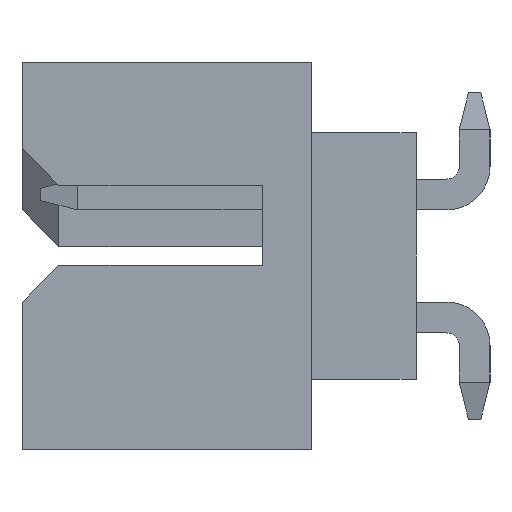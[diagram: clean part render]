
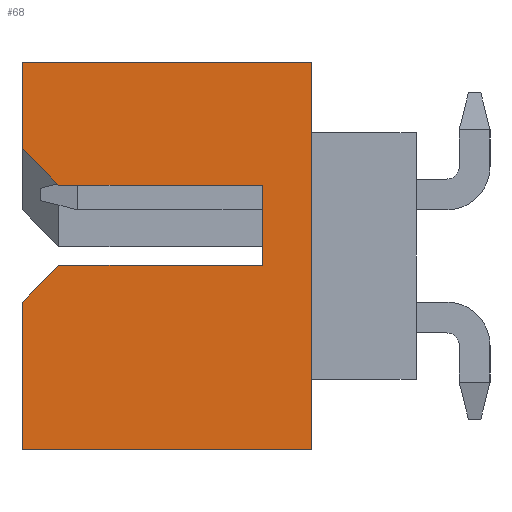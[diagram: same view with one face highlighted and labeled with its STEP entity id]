
A CAD part, left-side view. The second image highlights one B-rep face of the part: STEP entity #68.
In plain terms, the highlighted planar face has unit normal (-1, 0, 0).
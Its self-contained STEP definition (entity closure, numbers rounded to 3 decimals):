
#32 = EDGE_CURVE('',#33,#35,#37,.T.);
#33 = VERTEX_POINT('',#34);
#34 = CARTESIAN_POINT('',(-8.325,3.2,-3.15));
#35 = VERTEX_POINT('',#36);
#36 = CARTESIAN_POINT('',(-8.325,-1.5,-3.15));
#37 = LINE('',#38,#39);
#38 = CARTESIAN_POINT('',(-8.325,3.2,-3.15));
#39 = VECTOR('',#40,1.);
#40 = DIRECTION('',(0.,-1.,0.));
#68 = ADVANCED_FACE('',(#69),#142,.T.);
#69 = FACE_BOUND('',#70,.F.);
#70 = EDGE_LOOP('',(#71,#81,#89,#97,#105,#113,#121,#129,#135,#136));
#71 = ORIENTED_EDGE('',*,*,#72,.F.);
#72 = EDGE_CURVE('',#73,#75,#77,.T.);
#73 = VERTEX_POINT('',#74);
#74 = CARTESIAN_POINT('',(-8.325,2.6,-0.15));
#75 = VERTEX_POINT('',#76);
#76 = CARTESIAN_POINT('',(-8.325,3.2,-0.75));
#77 = LINE('',#78,#79);
#78 = CARTESIAN_POINT('',(-8.325,2.6,-0.15));
#79 = VECTOR('',#80,1.);
#80 = DIRECTION('',(0.,0.707,-0.707));
#81 = ORIENTED_EDGE('',*,*,#82,.T.);
#82 = EDGE_CURVE('',#73,#83,#85,.T.);
#83 = VERTEX_POINT('',#84);
#84 = CARTESIAN_POINT('',(-8.325,-0.7,-0.15));
#85 = LINE('',#86,#87);
#86 = CARTESIAN_POINT('',(-8.325,2.6,-0.15));
#87 = VECTOR('',#88,1.);
#88 = DIRECTION('',(0.,-1.,0.));
#89 = ORIENTED_EDGE('',*,*,#90,.F.);
#90 = EDGE_CURVE('',#91,#83,#93,.T.);
#91 = VERTEX_POINT('',#92);
#92 = CARTESIAN_POINT('',(-8.325,-0.7,1.15));
#93 = LINE('',#94,#95);
#94 = CARTESIAN_POINT('',(-8.325,-0.7,1.15));
#95 = VECTOR('',#96,1.);
#96 = DIRECTION('',(0.,0.,-1.));
#97 = ORIENTED_EDGE('',*,*,#98,.F.);
#98 = EDGE_CURVE('',#99,#91,#101,.T.);
#99 = VERTEX_POINT('',#100);
#100 = CARTESIAN_POINT('',(-8.325,2.6,1.15));
#101 = LINE('',#102,#103);
#102 = CARTESIAN_POINT('',(-8.325,2.6,1.15));
#103 = VECTOR('',#104,1.);
#104 = DIRECTION('',(0.,-1.,0.));
#105 = ORIENTED_EDGE('',*,*,#106,.F.);
#106 = EDGE_CURVE('',#107,#99,#109,.T.);
#107 = VERTEX_POINT('',#108);
#108 = CARTESIAN_POINT('',(-8.325,3.2,1.75));
#109 = LINE('',#110,#111);
#110 = CARTESIAN_POINT('',(-8.325,3.2,1.75));
#111 = VECTOR('',#112,1.);
#112 = DIRECTION('',(0.,-0.707,-0.707));
#113 = ORIENTED_EDGE('',*,*,#114,.T.);
#114 = EDGE_CURVE('',#107,#115,#117,.T.);
#115 = VERTEX_POINT('',#116);
#116 = CARTESIAN_POINT('',(-8.325,3.2,3.15));
#117 = LINE('',#118,#119);
#118 = CARTESIAN_POINT('',(-8.325,3.2,1.75));
#119 = VECTOR('',#120,1.);
#120 = DIRECTION('',(0.,0.,1.));
#121 = ORIENTED_EDGE('',*,*,#122,.T.);
#122 = EDGE_CURVE('',#115,#123,#125,.T.);
#123 = VERTEX_POINT('',#124);
#124 = CARTESIAN_POINT('',(-8.325,-1.5,3.15));
#125 = LINE('',#126,#127);
#126 = CARTESIAN_POINT('',(-8.325,3.2,3.15));
#127 = VECTOR('',#128,1.);
#128 = DIRECTION('',(0.,-1.,0.));
#129 = ORIENTED_EDGE('',*,*,#130,.F.);
#130 = EDGE_CURVE('',#35,#123,#131,.T.);
#131 = LINE('',#132,#133);
#132 = CARTESIAN_POINT('',(-8.325,-1.5,-3.15));
#133 = VECTOR('',#134,1.);
#134 = DIRECTION('',(0.,0.,1.));
#135 = ORIENTED_EDGE('',*,*,#32,.F.);
#136 = ORIENTED_EDGE('',*,*,#137,.T.);
#137 = EDGE_CURVE('',#33,#75,#138,.T.);
#138 = LINE('',#139,#140);
#139 = CARTESIAN_POINT('',(-8.325,3.2,-3.15));
#140 = VECTOR('',#141,1.);
#141 = DIRECTION('',(0.,0.,1.));
#142 = PLANE('',#143);
#143 = AXIS2_PLACEMENT_3D('',#144,#145,#146);
#144 = CARTESIAN_POINT('',(-8.325,3.2,-3.15));
#145 = DIRECTION('',(-1.,0.,0.));
#146 = DIRECTION('',(0.,-1.,0.));
